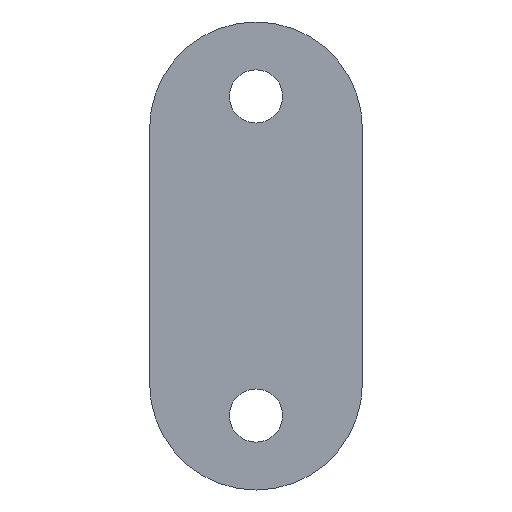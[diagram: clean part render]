
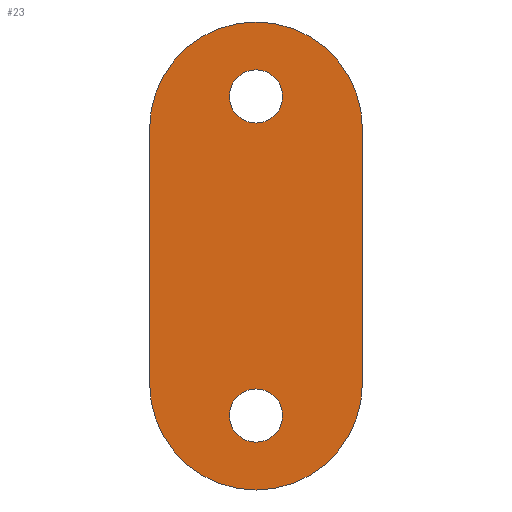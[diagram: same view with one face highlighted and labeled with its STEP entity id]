
A CAD part, front view. The second image highlights one B-rep face of the part: STEP entity #23.
In plain terms, the highlighted planar face has unit normal (0, -1, 0).
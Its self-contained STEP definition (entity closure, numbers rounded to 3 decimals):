
#4 = ORIENTED_EDGE ( 'NONE', *, *, #659, .T. ) ;
#12 = DIRECTION ( 'NONE',  ( 0., 0., 1. ) ) ;
#18 = CIRCLE ( 'NONE', #104, 10. ) ;
#22 = VERTEX_POINT ( 'NONE', #133 ) ;
#23 = ADVANCED_FACE ( 'NONE', ( #193, #337, #576 ), #430, .F. ) ;
#26 = DIRECTION ( 'NONE',  ( 0., 0., 1. ) ) ;
#28 = CARTESIAN_POINT ( 'NONE',  ( -10., -6., 12. ) ) ;
#35 = DIRECTION ( 'NONE',  ( 0., 0., 1. ) ) ;
#39 = DIRECTION ( 'NONE',  ( 0., 0., 1. ) ) ;
#42 = DIRECTION ( 'NONE',  ( 0., 0., 1. ) ) ;
#50 = VERTEX_POINT ( 'NONE', #477 ) ;
#51 = CARTESIAN_POINT ( 'NONE',  ( 0., -6., -17.5 ) ) ;
#62 = CARTESIAN_POINT ( 'NONE',  ( 0., -6., 15. ) ) ;
#70 = AXIS2_PLACEMENT_3D ( 'NONE', #62, #126, #179 ) ;
#75 = EDGE_CURVE ( 'NONE', #182, #459, #229, .T. ) ;
#78 = ORIENTED_EDGE ( 'NONE', *, *, #400, .T. ) ;
#81 = DIRECTION ( 'NONE',  ( 0., 1., 0. ) ) ;
#83 = VECTOR ( 'NONE', #95, 1000. ) ;
#85 = CARTESIAN_POINT ( 'NONE',  ( 10., -6., 22. ) ) ;
#90 = DIRECTION ( 'NONE',  ( 0., -1., 0. ) ) ;
#94 = CARTESIAN_POINT ( 'NONE',  ( 0., -6., 12. ) ) ;
#95 = DIRECTION ( 'NONE',  ( 0., 0., -1. ) ) ;
#98 = ORIENTED_EDGE ( 'NONE', *, *, #457, .T. ) ;
#100 = CARTESIAN_POINT ( 'NONE',  ( 0., -6., -12. ) ) ;
#104 = AXIS2_PLACEMENT_3D ( 'NONE', #100, #382, #377 ) ;
#118 = ORIENTED_EDGE ( 'NONE', *, *, #557, .T. ) ;
#126 = DIRECTION ( 'NONE',  ( 0., 1., 0. ) ) ;
#133 = CARTESIAN_POINT ( 'NONE',  ( 0., -6., -12.5 ) ) ;
#168 = DIRECTION ( 'NONE',  ( 0., 0., 1. ) ) ;
#178 = CARTESIAN_POINT ( 'NONE',  ( -10., -6., -12. ) ) ;
#179 = DIRECTION ( 'NONE',  ( 0., 0., 1. ) ) ;
#182 = VERTEX_POINT ( 'NONE', #28 ) ;
#190 = AXIS2_PLACEMENT_3D ( 'NONE', #596, #372, #42 ) ;
#193 = FACE_BOUND ( 'NONE', #512, .T. ) ;
#200 = AXIS2_PLACEMENT_3D ( 'NONE', #665, #666, #12 ) ;
#204 = CARTESIAN_POINT ( 'NONE',  ( -10., -6., 22. ) ) ;
#217 = ORIENTED_EDGE ( 'NONE', *, *, #396, .T. ) ;
#219 = AXIS2_PLACEMENT_3D ( 'NONE', #85, #304, #360 ) ;
#229 = LINE ( 'NONE', #204, #83 ) ;
#251 = EDGE_CURVE ( 'NONE', #459, #642, #465, .T. ) ;
#257 = ORIENTED_EDGE ( 'NONE', *, *, #615, .T. ) ;
#280 = EDGE_CURVE ( 'NONE', #642, #671, #18, .T. ) ;
#292 = VERTEX_POINT ( 'NONE', #598 ) ;
#293 = EDGE_CURVE ( 'NONE', #292, #671, #651, .T. ) ;
#294 = AXIS2_PLACEMENT_3D ( 'NONE', #449, #500, #168 ) ;
#304 = DIRECTION ( 'NONE',  ( 0., 1., 0. ) ) ;
#313 = CARTESIAN_POINT ( 'NONE',  ( 10., -6., -12. ) ) ;
#316 = DIRECTION ( 'NONE',  ( 0., -1., 0. ) ) ;
#319 = VECTOR ( 'NONE', #604, 1000. ) ;
#337 = FACE_BOUND ( 'NONE', #541, .T. ) ;
#347 = ORIENTED_EDGE ( 'NONE', *, *, #75, .T. ) ;
#360 = DIRECTION ( 'NONE',  ( 0., 0., 1. ) ) ;
#372 = DIRECTION ( 'NONE',  ( 0., -1., 0. ) ) ;
#377 = DIRECTION ( 'NONE',  ( 0., 0., 1. ) ) ;
#379 = CARTESIAN_POINT ( 'NONE',  ( 10., -6., 22. ) ) ;
#382 = DIRECTION ( 'NONE',  ( 0., -1., 0. ) ) ;
#392 = VERTEX_POINT ( 'NONE', #51 ) ;
#396 = EDGE_CURVE ( 'NONE', #22, #392, #493, .T. ) ;
#400 = EDGE_CURVE ( 'NONE', #679, #716, #620, .T. ) ;
#410 = CIRCLE ( 'NONE', #70, 2.5 ) ;
#430 = PLANE ( 'NONE',  #219 ) ;
#431 = CARTESIAN_POINT ( 'NONE',  ( 0., -6., -22. ) ) ;
#444 = CIRCLE ( 'NONE', #549, 10. ) ;
#449 = CARTESIAN_POINT ( 'NONE',  ( 0., -6., -15. ) ) ;
#452 = ORIENTED_EDGE ( 'NONE', *, *, #293, .F. ) ;
#457 = EDGE_CURVE ( 'NONE', #716, #679, #410, .T. ) ;
#458 = AXIS2_PLACEMENT_3D ( 'NONE', #472, #81, #26 ) ;
#459 = VERTEX_POINT ( 'NONE', #178 ) ;
#465 = CIRCLE ( 'NONE', #190, 10. ) ;
#472 = CARTESIAN_POINT ( 'NONE',  ( 0., -6., -15. ) ) ;
#477 = CARTESIAN_POINT ( 'NONE',  ( 0., -6., 22. ) ) ;
#482 = CARTESIAN_POINT ( 'NONE',  ( 0., -6., 17.5 ) ) ;
#493 = CIRCLE ( 'NONE', #294, 2.5 ) ;
#500 = DIRECTION ( 'NONE',  ( 0., 1., 0. ) ) ;
#512 = EDGE_LOOP ( 'NONE', ( #78, #98 ) ) ;
#532 = CARTESIAN_POINT ( 'NONE',  ( 0., -6., 12.5 ) ) ;
#534 = ORIENTED_EDGE ( 'NONE', *, *, #251, .T. ) ;
#541 = EDGE_LOOP ( 'NONE', ( #217, #118 ) ) ;
#549 = AXIS2_PLACEMENT_3D ( 'NONE', #94, #90, #39 ) ;
#553 = CIRCLE ( 'NONE', #458, 2.5 ) ;
#557 = EDGE_CURVE ( 'NONE', #392, #22, #553, .T. ) ;
#560 = CIRCLE ( 'NONE', #699, 10. ) ;
#562 = ORIENTED_EDGE ( 'NONE', *, *, #280, .T. ) ;
#576 = FACE_OUTER_BOUND ( 'NONE', #686, .T. ) ;
#596 = CARTESIAN_POINT ( 'NONE',  ( 0., -6., -12. ) ) ;
#598 = CARTESIAN_POINT ( 'NONE',  ( 10., -6., 12. ) ) ;
#604 = DIRECTION ( 'NONE',  ( 0., 0., -1. ) ) ;
#615 = EDGE_CURVE ( 'NONE', #292, #50, #444, .T. ) ;
#620 = CIRCLE ( 'NONE', #200, 2.5 ) ;
#642 = VERTEX_POINT ( 'NONE', #431 ) ;
#651 = LINE ( 'NONE', #379, #319 ) ;
#653 = CARTESIAN_POINT ( 'NONE',  ( 0., -6., 12. ) ) ;
#659 = EDGE_CURVE ( 'NONE', #50, #182, #560, .T. ) ;
#665 = CARTESIAN_POINT ( 'NONE',  ( 0., -6., 15. ) ) ;
#666 = DIRECTION ( 'NONE',  ( 0., 1., 0. ) ) ;
#671 = VERTEX_POINT ( 'NONE', #313 ) ;
#679 = VERTEX_POINT ( 'NONE', #482 ) ;
#686 = EDGE_LOOP ( 'NONE', ( #452, #257, #4, #347, #534, #562 ) ) ;
#699 = AXIS2_PLACEMENT_3D ( 'NONE', #653, #316, #35 ) ;
#716 = VERTEX_POINT ( 'NONE', #532 ) ;
